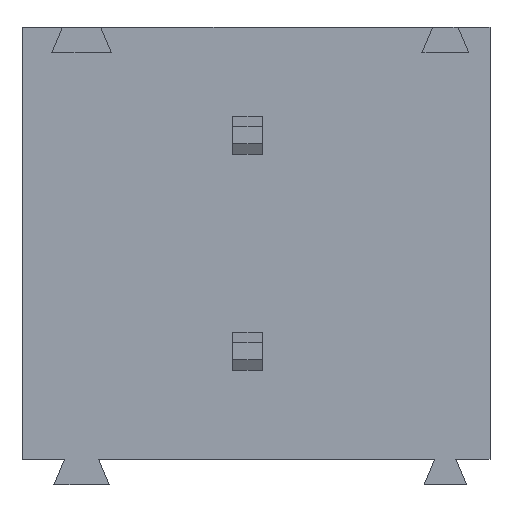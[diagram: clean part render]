
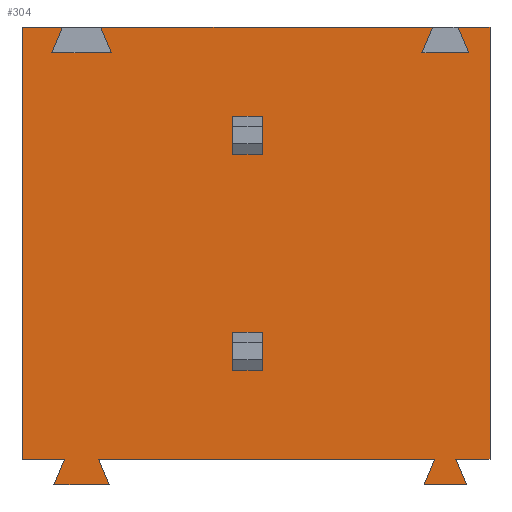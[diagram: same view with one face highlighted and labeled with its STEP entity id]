
A CAD part, front view. The second image highlights one B-rep face of the part: STEP entity #304.
In plain terms, the highlighted planar face has unit normal (0, -1, 0).
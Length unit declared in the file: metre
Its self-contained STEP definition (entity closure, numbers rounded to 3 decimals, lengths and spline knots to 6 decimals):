
#304=ADVANCED_FACE('',(#618,#619,#620),#621,.F.);
#618=FACE_BOUND('',#935,.T.);
#619=FACE_BOUND('',#936,.T.);
#620=FACE_OUTER_BOUND('',#937,.T.);
#621=PLANE('',#938);
#935=EDGE_LOOP('',(#1770,#1771,#1772,#1773));
#936=EDGE_LOOP('',(#1774,#1775,#1776,#1777));
#937=EDGE_LOOP('',(#1778,#1779,#1780,#1781,#1782,#1783,#1784,#1785,#1786,#1787,#1788,#1789,#1790,#1791,#1792,#1793,#1794,#1795,#1796,#1797));
#938=AXIS2_PLACEMENT_3D('',#1798,#1799,#1800);
#1770=ORIENTED_EDGE('',*,*,#1992,.F.);
#1771=ORIENTED_EDGE('',*,*,#2112,.F.);
#1772=ORIENTED_EDGE('',*,*,#2168,.T.);
#1773=ORIENTED_EDGE('',*,*,#2065,.F.);
#1774=ORIENTED_EDGE('',*,*,#2213,.T.);
#1775=ORIENTED_EDGE('',*,*,#2159,.F.);
#1776=ORIENTED_EDGE('',*,*,#2134,.F.);
#1777=ORIENTED_EDGE('',*,*,#1877,.F.);
#1778=ORIENTED_EDGE('',*,*,#1893,.F.);
#1779=ORIENTED_EDGE('',*,*,#2142,.F.);
#1780=ORIENTED_EDGE('',*,*,#1929,.T.);
#1781=ORIENTED_EDGE('',*,*,#2063,.F.);
#1782=ORIENTED_EDGE('',*,*,#1960,.F.);
#1783=ORIENTED_EDGE('',*,*,#2178,.F.);
#1784=ORIENTED_EDGE('',*,*,#1925,.T.);
#1785=ORIENTED_EDGE('',*,*,#2191,.F.);
#1786=ORIENTED_EDGE('',*,*,#1955,.F.);
#1787=ORIENTED_EDGE('',*,*,#2069,.F.);
#1788=ORIENTED_EDGE('',*,*,#1937,.T.);
#1789=ORIENTED_EDGE('',*,*,#2028,.T.);
#1790=ORIENTED_EDGE('',*,*,#1900,.F.);
#1791=ORIENTED_EDGE('',*,*,#1887,.T.);
#1792=ORIENTED_EDGE('',*,*,#2120,.T.);
#1793=ORIENTED_EDGE('',*,*,#2013,.T.);
#1794=ORIENTED_EDGE('',*,*,#1897,.F.);
#1795=ORIENTED_EDGE('',*,*,#2203,.F.);
#1796=ORIENTED_EDGE('',*,*,#2200,.F.);
#1797=ORIENTED_EDGE('',*,*,#2220,.F.);
#1798=CARTESIAN_POINT('',(0.200832,0.129229,-0.01524));
#1799=DIRECTION('',(-0.0,1.0,0.0));
#1800=DIRECTION('',(1.0,0.0,0.0));
#1877=EDGE_CURVE('',#2231,#2232,#2233,.T.);
#1887=EDGE_CURVE('',#2245,#2249,#2251,.T.);
#1893=EDGE_CURVE('',#2260,#2262,#2263,.T.);
#1897=EDGE_CURVE('',#2268,#2270,#2271,.T.);
#1900=EDGE_CURVE('',#2245,#2275,#2276,.T.);
#1925=EDGE_CURVE('',#2318,#2319,#2320,.T.);
#1929=EDGE_CURVE('',#2327,#2325,#2328,.T.);
#1937=EDGE_CURVE('',#2343,#2341,#2344,.T.);
#1955=EDGE_CURVE('',#2374,#2370,#2376,.T.);
#1960=EDGE_CURVE('',#2383,#2379,#2385,.T.);
#1992=EDGE_CURVE('',#2438,#2440,#2441,.T.);
#2013=EDGE_CURVE('',#2473,#2270,#2476,.T.);
#2028=EDGE_CURVE('',#2341,#2275,#2500,.T.);
#2063=EDGE_CURVE('',#2379,#2325,#2550,.T.);
#2065=EDGE_CURVE('',#2440,#2552,#2553,.T.);
#2069=EDGE_CURVE('',#2343,#2374,#2557,.T.);
#2112=EDGE_CURVE('',#2610,#2438,#2613,.T.);
#2120=EDGE_CURVE('',#2249,#2473,#2625,.T.);
#2134=EDGE_CURVE('',#2232,#2641,#2642,.T.);
#2142=EDGE_CURVE('',#2327,#2260,#2652,.T.);
#2159=EDGE_CURVE('',#2641,#2671,#2672,.T.);
#2168=EDGE_CURVE('',#2610,#2552,#2682,.T.);
#2178=EDGE_CURVE('',#2318,#2383,#2693,.T.);
#2191=EDGE_CURVE('',#2370,#2319,#2706,.T.);
#2200=EDGE_CURVE('',#2717,#2713,#2719,.T.);
#2203=EDGE_CURVE('',#2713,#2268,#2722,.T.);
#2213=EDGE_CURVE('',#2231,#2671,#2732,.T.);
#2220=EDGE_CURVE('',#2262,#2717,#2740,.T.);
#2231=VERTEX_POINT('',#2751);
#2232=VERTEX_POINT('',#2752);
#2233=LINE('',#2753,#2754);
#2245=VERTEX_POINT('',#2771);
#2249=VERTEX_POINT('',#2777);
#2251=LINE('',#2780,#2781);
#2260=VERTEX_POINT('',#2793);
#2262=VERTEX_POINT('',#2796);
#2263=LINE('',#2797,#2798);
#2268=VERTEX_POINT('',#2805);
#2270=VERTEX_POINT('',#2808);
#2271=LINE('',#2809,#2810);
#2275=VERTEX_POINT('',#2816);
#2276=LINE('',#2817,#2818);
#2318=VERTEX_POINT('',#2879);
#2319=VERTEX_POINT('',#2880);
#2320=LINE('',#2881,#2882);
#2325=VERTEX_POINT('',#2889);
#2327=VERTEX_POINT('',#2892);
#2328=LINE('',#2893,#2894);
#2341=VERTEX_POINT('',#2913);
#2343=VERTEX_POINT('',#2916);
#2344=LINE('',#2917,#2918);
#2370=VERTEX_POINT('',#2955);
#2374=VERTEX_POINT('',#2961);
#2376=LINE('',#2964,#2965);
#2379=VERTEX_POINT('',#2968);
#2383=VERTEX_POINT('',#2974);
#2385=LINE('',#2977,#2978);
#2438=VERTEX_POINT('',#3052);
#2440=VERTEX_POINT('',#3055);
#2441=LINE('',#3056,#3057);
#2473=VERTEX_POINT('',#3104);
#2476=LINE('',#3109,#3110);
#2500=LINE('',#3145,#3146);
#2550=LINE('',#3220,#3221);
#2552=VERTEX_POINT('',#3223);
#2553=LINE('',#3224,#3225);
#2557=LINE('',#3231,#3232);
#2610=VERTEX_POINT('',#3312);
#2613=LINE('',#3316,#3317);
#2625=LINE('',#3334,#3335);
#2641=VERTEX_POINT('',#3357);
#2642=LINE('',#3358,#3359);
#2652=LINE('',#3375,#3376);
#2671=VERTEX_POINT('',#3403);
#2672=LINE('',#3404,#3405);
#2682=LINE('',#3419,#3420);
#2693=LINE('',#3437,#3438);
#2706=LINE('',#3457,#3458);
#2713=VERTEX_POINT('',#3466);
#2717=VERTEX_POINT('',#3472);
#2719=LINE('',#3475,#3476);
#2722=LINE('',#3480,#3481);
#2732=LINE('',#3494,#3495);
#2740=LINE('',#3503,#3504);
#2751=CARTESIAN_POINT('',(0.194782,0.129229,-0.01225));
#2752=CARTESIAN_POINT('',(0.194782,0.129229,-0.01315));
#2753=CARTESIAN_POINT('',(0.194782,0.129229,-0.0127));
#2754=VECTOR('',#3514,1.0);
#2771=CARTESIAN_POINT('',(0.200082,0.129229,-0.00508));
#2777=CARTESIAN_POINT('',(0.200332,0.129229,-0.00568));
#2780=CARTESIAN_POINT('',(0.200332,0.129229,-0.00568));
#2781=VECTOR('',#3523,1.0);
#2793=CARTESIAN_POINT('',(0.189832,0.129229,-0.00508));
#2796=CARTESIAN_POINT('',(0.190782,0.129229,-0.00508));
#2797=CARTESIAN_POINT('',(0.200832,0.129229,-0.00508));
#2798=VECTOR('',#3528,1.0);
#2805=CARTESIAN_POINT('',(0.191682,0.129229,-0.00508));
#2808=CARTESIAN_POINT('',(0.199482,0.129229,-0.00508));
#2809=CARTESIAN_POINT('',(0.200832,0.129229,-0.00508));
#2810=VECTOR('',#3532,1.0);
#2816=CARTESIAN_POINT('',(0.200832,0.129229,-0.00508));
#2817=CARTESIAN_POINT('',(0.200832,0.129229,-0.00508));
#2818=VECTOR('',#3535,1.0);
#2879=CARTESIAN_POINT('',(0.191632,0.129229,-0.01524));
#2880=CARTESIAN_POINT('',(0.199532,0.129229,-0.01524));
#2881=CARTESIAN_POINT('',(0.200832,0.129229,-0.01524));
#2882=VECTOR('',#3555,1.0);
#2889=CARTESIAN_POINT('',(0.190832,0.129229,-0.01524));
#2892=CARTESIAN_POINT('',(0.189832,0.129229,-0.01524));
#2893=CARTESIAN_POINT('',(0.200832,0.129229,-0.01524));
#2894=VECTOR('',#3559,1.0);
#2913=CARTESIAN_POINT('',(0.200832,0.129229,-0.01524));
#2916=CARTESIAN_POINT('',(0.200032,0.129229,-0.01524));
#2917=CARTESIAN_POINT('',(0.200832,0.129229,-0.01524));
#2918=VECTOR('',#3567,1.0);
#2955=CARTESIAN_POINT('',(0.199282,0.129229,-0.01584));
#2961=CARTESIAN_POINT('',(0.200282,0.129229,-0.01584));
#2964=CARTESIAN_POINT('',(0.199282,0.129229,-0.01584));
#2965=VECTOR('',#3582,1.0);
#2968=CARTESIAN_POINT('',(0.190582,0.129229,-0.01584));
#2974=CARTESIAN_POINT('',(0.191882,0.129229,-0.01584));
#2977=CARTESIAN_POINT('',(0.190582,0.129229,-0.01584));
#2978=VECTOR('',#3586,1.0);
#3052=CARTESIAN_POINT('',(0.194782,0.129229,-0.00717));
#3055=CARTESIAN_POINT('',(0.194782,0.129229,-0.00807));
#3056=CARTESIAN_POINT('',(0.194782,0.129229,-0.00762));
#3057=VECTOR('',#3615,1.0);
#3104=CARTESIAN_POINT('',(0.199232,0.129229,-0.00568));
#3109=CARTESIAN_POINT('',(0.199482,0.129229,-0.00508));
#3110=VECTOR('',#3633,1.0);
#3145=CARTESIAN_POINT('',(0.200832,0.129229,-0.01524));
#3146=VECTOR('',#3645,1.0);
#3220=CARTESIAN_POINT('',(0.190832,0.129229,-0.01524));
#3221=VECTOR('',#3676,1.0);
#3223=CARTESIAN_POINT('',(0.195482,0.129229,-0.00807));
#3224=CARTESIAN_POINT('',(0.200832,0.129229,-0.00807));
#3225=VECTOR('',#3677,1.0);
#3231=CARTESIAN_POINT('',(0.200282,0.129229,-0.01584));
#3232=VECTOR('',#3680,1.0);
#3312=CARTESIAN_POINT('',(0.195482,0.129229,-0.00717));
#3316=CARTESIAN_POINT('',(0.200832,0.129229,-0.00717));
#3317=VECTOR('',#3712,1.0);
#3334=CARTESIAN_POINT('',(0.199232,0.129229,-0.00568));
#3335=VECTOR('',#3718,1.0);
#3357=CARTESIAN_POINT('',(0.195482,0.129229,-0.01315));
#3358=CARTESIAN_POINT('',(0.200832,0.129229,-0.01315));
#3359=VECTOR('',#3731,1.0);
#3375=CARTESIAN_POINT('',(0.189832,0.129229,-0.01524));
#3376=VECTOR('',#3738,1.0);
#3403=CARTESIAN_POINT('',(0.195482,0.129229,-0.01225));
#3404=CARTESIAN_POINT('',(0.195482,0.129229,-0.0127));
#3405=VECTOR('',#3747,1.0);
#3419=CARTESIAN_POINT('',(0.195482,0.129229,-0.01524));
#3420=VECTOR('',#3758,1.0);
#3437=CARTESIAN_POINT('',(0.191882,0.129229,-0.01584));
#3438=VECTOR('',#3765,1.0);
#3457=CARTESIAN_POINT('',(0.199532,0.129229,-0.01524));
#3458=VECTOR('',#3772,1.0);
#3466=CARTESIAN_POINT('',(0.191932,0.129229,-0.00568));
#3472=CARTESIAN_POINT('',(0.190532,0.129229,-0.00568));
#3475=CARTESIAN_POINT('',(0.191932,0.129229,-0.00568));
#3476=VECTOR('',#3777,1.0);
#3480=CARTESIAN_POINT('',(0.191682,0.129229,-0.00508));
#3481=VECTOR('',#3779,1.0);
#3494=CARTESIAN_POINT('',(0.200832,0.129229,-0.01225));
#3495=VECTOR('',#3783,1.0);
#3503=CARTESIAN_POINT('',(0.190532,0.129229,-0.00568));
#3504=VECTOR('',#3787,1.0);
#3514=DIRECTION('',(0.0,0.0,-1.0));
#3523=DIRECTION('',(0.384,0.,-0.923));
#3528=DIRECTION('',(1.0,0.0,0.0));
#3532=DIRECTION('',(1.0,0.0,0.0));
#3535=DIRECTION('',(1.0,0.0,0.0));
#3555=DIRECTION('',(1.0,0.0,0.0));
#3559=DIRECTION('',(1.0,0.0,0.0));
#3567=DIRECTION('',(1.0,0.0,0.0));
#3582=DIRECTION('',(-1.0,0.,0.));
#3586=DIRECTION('',(-1.0,0.,0.));
#3615=DIRECTION('',(0.0,0.0,-1.0));
#3633=DIRECTION('',(0.384,0.,0.923));
#3645=DIRECTION('',(0.0,0.0,1.0));
#3676=DIRECTION('',(0.384,0.,0.923));
#3677=DIRECTION('',(1.0,0.0,0.));
#3680=DIRECTION('',(0.384,0.,-0.923));
#3712=DIRECTION('',(-1.0,0.0,0.));
#3718=DIRECTION('',(-1.0,0.,0.));
#3731=DIRECTION('',(1.0,0.0,0.));
#3738=DIRECTION('',(0.0,0.0,1.0));
#3747=DIRECTION('',(0.,0.0,1.0));
#3758=DIRECTION('',(0.,0.0,-1.0));
#3765=DIRECTION('',(0.384,0.,-0.923));
#3772=DIRECTION('',(0.384,0.,0.923));
#3777=DIRECTION('',(1.0,0.,0.));
#3779=DIRECTION('',(-0.384,0.,0.923));
#3783=DIRECTION('',(1.0,0.0,0.));
#3787=DIRECTION('',(-0.384,0.,-0.923));
